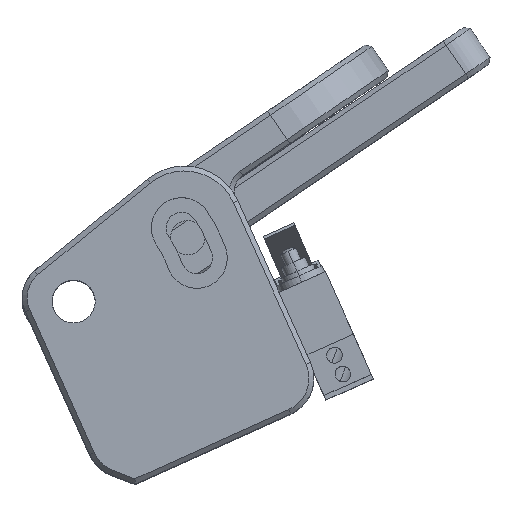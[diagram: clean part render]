
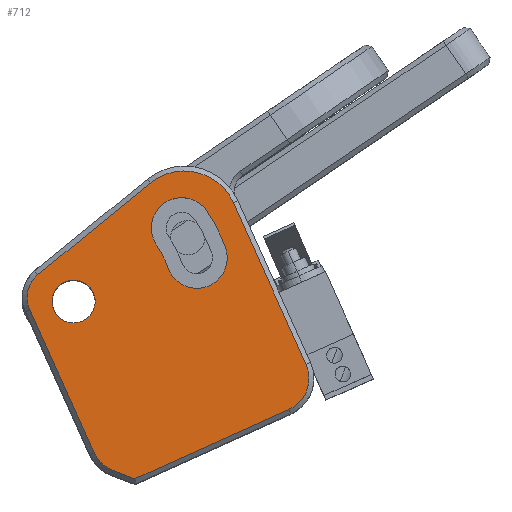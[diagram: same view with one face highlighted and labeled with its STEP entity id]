
A CAD part, top view. The second image highlights one B-rep face of the part: STEP entity #712.
In plain terms, the highlighted planar face has unit normal (0, 0, 1).
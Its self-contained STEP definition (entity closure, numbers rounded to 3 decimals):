
#334 = VERTEX_POINT('',#335);
#335 = CARTESIAN_POINT('',(20.765,17.5,
    30.47));
#353 = VERTEX_POINT('',#354);
#354 = CARTESIAN_POINT('',(18.855,21.278,
    30.47));
#360 = EDGE_CURVE('',#353,#334,#361,.T.);
#361 = CIRCLE('',#362,16.455);
#362 = AXIS2_PLACEMENT_3D('',#363,#364,#365);
#363 = CARTESIAN_POINT('',(5.248,12.025,
    30.47));
#364 = DIRECTION('',(0.,0.,-1.));
#365 = DIRECTION('',(0.943,0.333,0.)
  );
#386 = VERTEX_POINT('',#387);
#387 = CARTESIAN_POINT('',(13.728,17.792,
    30.47));
#393 = EDGE_CURVE('',#386,#353,#394,.T.);
#394 = CIRCLE('',#395,3.1);
#395 = AXIS2_PLACEMENT_3D('',#396,#397,#398);
#396 = CARTESIAN_POINT('',(16.291,19.535,
    30.47));
#397 = DIRECTION('',(0.,0.,-1.));
#398 = DIRECTION('',(0.827,0.562,0.)
  );
#408 = EDGE_CURVE('',#409,#386,#411,.T.);
#409 = VERTEX_POINT('',#410);
#410 = CARTESIAN_POINT('',(14.919,15.437,
    30.47));
#411 = CIRCLE('',#412,10.255);
#412 = AXIS2_PLACEMENT_3D('',#413,#414,#415);
#413 = CARTESIAN_POINT('',(5.248,12.025,
    30.47));
#414 = DIRECTION('',(0.,0.,1.));
#415 = DIRECTION('',(0.943,0.333,0.)
  );
#450 = EDGE_CURVE('',#334,#409,#451,.T.);
#451 = CIRCLE('',#452,3.1);
#452 = AXIS2_PLACEMENT_3D('',#453,#454,#455);
#453 = CARTESIAN_POINT('',(17.842,16.468,
    30.47));
#454 = DIRECTION('',(0.,0.,-1.));
#455 = DIRECTION('',(-0.943,-0.333,0.)
  );
#712 = ADVANCED_FACE('',(#713,#791,#797),#808,.T.);
#713 = FACE_BOUND('',#714,.T.);
#714 = EDGE_LOOP('',(#715,#725,#734,#742,#751,#759,#768,#776,#785));
#715 = ORIENTED_EDGE('',*,*,#716,.F.);
#716 = EDGE_CURVE('',#717,#719,#721,.T.);
#717 = VERTEX_POINT('',#718);
#718 = CARTESIAN_POINT('',(27.229,0.993,
    30.47));
#719 = VERTEX_POINT('',#720);
#720 = CARTESIAN_POINT('',(11.514,-6.076,
    30.47));
#721 = LINE('',#722,#723);
#722 = CARTESIAN_POINT('',(26.798,0.799,
    30.47));
#723 = VECTOR('',#724,1.);
#724 = DIRECTION('',(-0.912,-0.41,0.));
#725 = ORIENTED_EDGE('',*,*,#726,.F.);
#726 = EDGE_CURVE('',#727,#717,#729,.T.);
#727 = VERTEX_POINT('',#728);
#728 = CARTESIAN_POINT('',(28.985,5.621,
    30.47));
#729 = CIRCLE('',#730,3.5);
#730 = AXIS2_PLACEMENT_3D('',#731,#732,#733);
#731 = CARTESIAN_POINT('',(25.794,4.185,
    30.47));
#732 = DIRECTION('',(0.,0.,-1.));
#733 = DIRECTION('',(0.935,-0.355,0.)
  );
#734 = ORIENTED_EDGE('',*,*,#735,.F.);
#735 = EDGE_CURVE('',#736,#727,#738,.T.);
#736 = VERTEX_POINT('',#737);
#737 = CARTESIAN_POINT('',(21.564,22.118,
    30.47));
#738 = LINE('',#739,#740);
#739 = CARTESIAN_POINT('',(23.556,17.691,
    30.47));
#740 = VECTOR('',#741,1.);
#741 = DIRECTION('',(0.41,-0.912,0.));
#742 = ORIENTED_EDGE('',*,*,#743,.F.);
#743 = EDGE_CURVE('',#744,#736,#746,.T.);
#744 = VERTEX_POINT('',#745);
#745 = CARTESIAN_POINT('',(13.069,24.121,
    30.47));
#746 = CIRCLE('',#747,5.5);
#747 = AXIS2_PLACEMENT_3D('',#748,#749,#750);
#748 = CARTESIAN_POINT('',(16.548,19.861,
    30.47));
#749 = DIRECTION('',(0.,0.,-1.));
#750 = DIRECTION('',(0.23,0.973,0.)
  );
#751 = ORIENTED_EDGE('',*,*,#752,.F.);
#752 = EDGE_CURVE('',#753,#744,#755,.T.);
#753 = VERTEX_POINT('',#754);
#754 = CARTESIAN_POINT('',(1.609,14.761,
    30.47));
#755 = LINE('',#756,#757);
#756 = CARTESIAN_POINT('',(6.723,18.938,
    30.47));
#757 = VECTOR('',#758,1.);
#758 = DIRECTION('',(0.775,0.633,0.));
#759 = ORIENTED_EDGE('',*,*,#760,.F.);
#760 = EDGE_CURVE('',#761,#753,#763,.T.);
#761 = VERTEX_POINT('',#762);
#762 = CARTESIAN_POINT('',(0.771,11.207,
    30.47));
#763 = CIRCLE('',#764,3.);
#764 = AXIS2_PLACEMENT_3D('',#765,#766,#767);
#765 = CARTESIAN_POINT('',(3.507,12.438,
    30.47));
#766 = DIRECTION('',(0.,0.,-1.));
#767 = DIRECTION('',(-0.973,0.23,0.));
#768 = ORIENTED_EDGE('',*,*,#769,.F.);
#769 = EDGE_CURVE('',#770,#761,#772,.T.);
#770 = VERTEX_POINT('',#771);
#771 = CARTESIAN_POINT('',(7.34,-3.396,
    30.47));
#772 = LINE('',#773,#774);
#773 = CARTESIAN_POINT('',(1.703,9.134,30.47
    ));
#774 = VECTOR('',#775,1.);
#775 = DIRECTION('',(-0.41,0.912,0.));
#776 = ORIENTED_EDGE('',*,*,#777,.F.);
#777 = EDGE_CURVE('',#778,#770,#780,.T.);
#778 = VERTEX_POINT('',#779);
#779 = CARTESIAN_POINT('',(9.29,-5.233,
    30.47));
#780 = CIRCLE('',#781,3.5);
#781 = AXIS2_PLACEMENT_3D('',#782,#783,#784);
#782 = CARTESIAN_POINT('',(10.532,-1.96,
    30.47));
#783 = DIRECTION('',(0.,0.,-1.));
#784 = DIRECTION('',(-0.686,-0.728,0.)
  );
#785 = ORIENTED_EDGE('',*,*,#786,.F.);
#786 = EDGE_CURVE('',#719,#778,#787,.T.);
#787 = LINE('',#788,#789);
#788 = CARTESIAN_POINT('',(10.939,-5.858,
    30.47));
#789 = VECTOR('',#790,1.);
#790 = DIRECTION('',(-0.935,0.355,0.));
#791 = FACE_BOUND('',#792,.T.);
#792 = EDGE_LOOP('',(#793,#794,#795,#796));
#793 = ORIENTED_EDGE('',*,*,#360,.T.);
#794 = ORIENTED_EDGE('',*,*,#450,.T.);
#795 = ORIENTED_EDGE('',*,*,#408,.T.);
#796 = ORIENTED_EDGE('',*,*,#393,.T.);
#797 = FACE_BOUND('',#798,.T.);
#798 = EDGE_LOOP('',(#799));
#799 = ORIENTED_EDGE('',*,*,#800,.T.);
#800 = EDGE_CURVE('',#801,#801,#803,.T.);
#801 = VERTEX_POINT('',#802);
#802 = CARTESIAN_POINT('',(3.254,11.095,30.47)
  );
#803 = CIRCLE('',#804,2.2);
#804 = AXIS2_PLACEMENT_3D('',#805,#806,#807);
#805 = CARTESIAN_POINT('',(5.248,12.025,
    30.47));
#806 = DIRECTION('',(0.,0.,-1.));
#807 = DIRECTION('',(0.906,0.423,0.)
  );
#808 = PLANE('',#809);
#809 = AXIS2_PLACEMENT_3D('',#810,#811,#812);
#810 = CARTESIAN_POINT('',(20.778,16.413,
    30.47));
#811 = DIRECTION('',(0.,0.,1.));
#812 = DIRECTION('',(1.,0.,0.));
